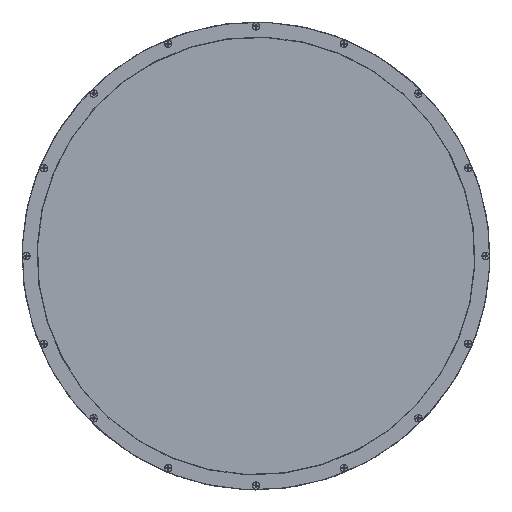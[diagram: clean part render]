
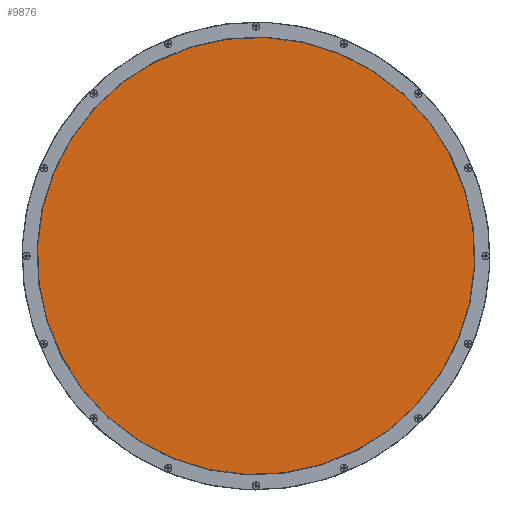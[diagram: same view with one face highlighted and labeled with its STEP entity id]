
A CAD part, top view. The second image highlights one B-rep face of the part: STEP entity #9876.
In plain terms, the highlighted planar face has unit normal (0, 0, 1).
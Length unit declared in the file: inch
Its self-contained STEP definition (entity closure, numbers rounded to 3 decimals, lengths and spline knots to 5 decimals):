
#270 = PLANE ( 'NONE',  #13349 ) ;
#538 = CARTESIAN_POINT ( 'NONE',  ( 0., 0., 2.9165 ) ) ;
#2075 = DIRECTION ( 'NONE',  ( 1., 0., 0. ) ) ;
#5348 = EDGE_LOOP ( 'NONE', ( #8656, #23046 ) ) ;
#6172 = FACE_OUTER_BOUND ( 'NONE', #5348, .T. ) ;
#6896 = CARTESIAN_POINT ( 'NONE',  ( -5.145, 0., 2.9165 ) ) ;
#7836 = EDGE_CURVE ( 'NONE', #18924, #17747, #18582, .T. ) ;
#8656 = ORIENTED_EDGE ( 'NONE', *, *, #21947, .F. ) ;
#9866 = DIRECTION ( 'NONE',  ( 1., 0., 0. ) ) ;
#9876 = ADVANCED_FACE ( 'NONE', ( #6172 ), #270, .F. ) ;
#11411 = DIRECTION ( 'NONE',  ( 0., 0., -1. ) ) ;
#13349 = AXIS2_PLACEMENT_3D ( 'NONE', #21271, #13784, #9866 ) ;
#13691 = DIRECTION ( 'NONE',  ( 0., 0., -1. ) ) ;
#13784 = DIRECTION ( 'NONE',  ( 0., 0., -1. ) ) ;
#14259 = AXIS2_PLACEMENT_3D ( 'NONE', #18540, #11411, #2075 ) ;
#17747 = VERTEX_POINT ( 'NONE', #6896 ) ;
#18318 = AXIS2_PLACEMENT_3D ( 'NONE', #538, #13691, #19705 ) ;
#18540 = CARTESIAN_POINT ( 'NONE',  ( 0., 0., 2.9165 ) ) ;
#18582 = CIRCLE ( 'NONE', #14259, 5.145 ) ;
#18924 = VERTEX_POINT ( 'NONE', #23952 ) ;
#19705 = DIRECTION ( 'NONE',  ( 1., 0., 0. ) ) ;
#21271 = CARTESIAN_POINT ( 'NONE',  ( 0., 0., 2.9165 ) ) ;
#21947 = EDGE_CURVE ( 'NONE', #17747, #18924, #23411, .T. ) ;
#23046 = ORIENTED_EDGE ( 'NONE', *, *, #7836, .F. ) ;
#23411 = CIRCLE ( 'NONE', #18318, 5.145 ) ;
#23952 = CARTESIAN_POINT ( 'NONE',  ( 5.145, 0., 2.9165 ) ) ;
